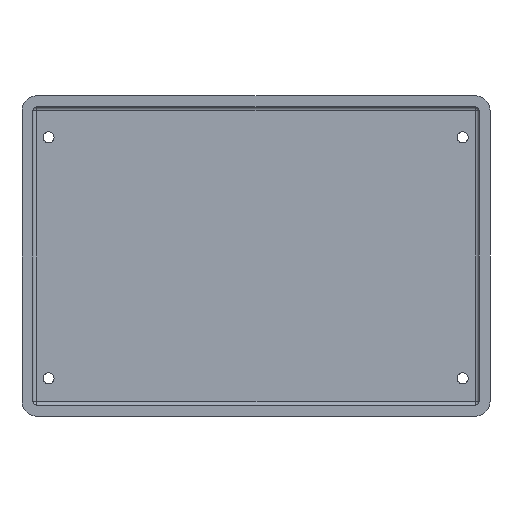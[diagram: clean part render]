
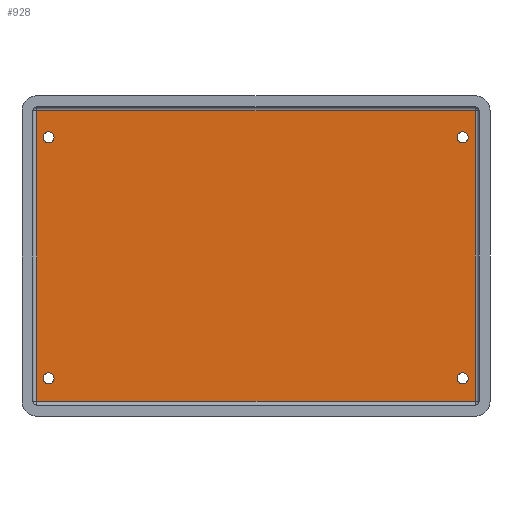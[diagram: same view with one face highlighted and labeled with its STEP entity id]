
A CAD part, front view. The second image highlights one B-rep face of the part: STEP entity #928.
In plain terms, the highlighted planar face has unit normal (0, -1, 0).
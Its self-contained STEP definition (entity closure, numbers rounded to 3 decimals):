
#3 = CARTESIAN_POINT ( 'NONE',  ( 56.4, 36.5, 32.4 ) ) ;
#36 = DIRECTION ( 'NONE',  ( 0., -1., 0. ) ) ;
#46 = CIRCLE ( 'NONE', #1661, 1.5 ) ;
#59 = VERTEX_POINT ( 'NONE', #897 ) ;
#75 = CARTESIAN_POINT ( 'NONE',  ( 60.85, 36.5, -39.7 ) ) ;
#88 = CARTESIAN_POINT ( 'NONE',  ( 56.4, 36.5, -33.4 ) ) ;
#115 = EDGE_LOOP ( 'NONE', ( #1244, #450 ) ) ;
#128 = CARTESIAN_POINT ( 'NONE',  ( 56.4, 36.5, 33.9 ) ) ;
#174 = AXIS2_PLACEMENT_3D ( 'NONE', #1520, #1145, #1996 ) ;
#183 = CIRCLE ( 'NONE', #1842, 1.5 ) ;
#187 = EDGE_LOOP ( 'NONE', ( #855, #244 ) ) ;
#200 = DIRECTION ( 'NONE',  ( 0., -1., 0. ) ) ;
#208 = DIRECTION ( 'NONE',  ( 0., 0., -1. ) ) ;
#244 = ORIENTED_EDGE ( 'NONE', *, *, #1164, .F. ) ;
#253 = DIRECTION ( 'NONE',  ( -1., 0., 0. ) ) ;
#264 = AXIS2_PLACEMENT_3D ( 'NONE', #1063, #1052, #904 ) ;
#294 = DIRECTION ( 'NONE',  ( 0., 0., -1. ) ) ;
#330 = VERTEX_POINT ( 'NONE', #128 ) ;
#338 = VERTEX_POINT ( 'NONE', #786 ) ;
#347 = CARTESIAN_POINT ( 'NONE',  ( 56.4, 36.5, -31.9 ) ) ;
#364 = CARTESIAN_POINT ( 'NONE',  ( -56.6, 36.5, -33.4 ) ) ;
#365 = VERTEX_POINT ( 'NONE', #795 ) ;
#375 = DIRECTION ( 'NONE',  ( 0., 0., -1. ) ) ;
#406 = FACE_BOUND ( 'NONE', #821, .T. ) ;
#409 = VERTEX_POINT ( 'NONE', #1702 ) ;
#450 = ORIENTED_EDGE ( 'NONE', *, *, #1224, .F. ) ;
#467 = DIRECTION ( 'NONE',  ( 0., 0., -1. ) ) ;
#473 = ORIENTED_EDGE ( 'NONE', *, *, #1024, .F. ) ;
#476 = EDGE_CURVE ( 'NONE', #849, #365, #183, .T. ) ;
#553 = AXIS2_PLACEMENT_3D ( 'NONE', #1815, #1315, #467 ) ;
#567 = DIRECTION ( 'NONE',  ( 0., 0., 1. ) ) ;
#572 = DIRECTION ( 'NONE',  ( 1., 0., 0. ) ) ;
#591 = CARTESIAN_POINT ( 'NONE',  ( 59.85, 36.5, 39.7 ) ) ;
#641 = CIRCLE ( 'NONE', #2156, 1.5 ) ;
#667 = AXIS2_PLACEMENT_3D ( 'NONE', #3, #1541, #208 ) ;
#692 = DIRECTION ( 'NONE',  ( 0., 0., -1. ) ) ;
#701 = VECTOR ( 'NONE', #572, 1000. ) ;
#717 = DIRECTION ( 'NONE',  ( 0., -1., 0. ) ) ;
#719 = EDGE_CURVE ( 'NONE', #338, #59, #814, .T. ) ;
#751 = CARTESIAN_POINT ( 'NONE',  ( 59.85, 36.5, -39.7 ) ) ;
#767 = CARTESIAN_POINT ( 'NONE',  ( -60.85, 36.5, 39.7 ) ) ;
#786 = CARTESIAN_POINT ( 'NONE',  ( -59.85, 36.5, 39.7 ) ) ;
#794 = VERTEX_POINT ( 'NONE', #993 ) ;
#795 = CARTESIAN_POINT ( 'NONE',  ( -56.6, 36.5, -34.9 ) ) ;
#805 = VERTEX_POINT ( 'NONE', #591 ) ;
#808 = AXIS2_PLACEMENT_3D ( 'NONE', #364, #36, #1392 ) ;
#814 = LINE ( 'NONE', #1513, #1384 ) ;
#821 = EDGE_LOOP ( 'NONE', ( #473, #1530 ) ) ;
#849 = VERTEX_POINT ( 'NONE', #2108 ) ;
#855 = ORIENTED_EDGE ( 'NONE', *, *, #1237, .F. ) ;
#858 = CIRCLE ( 'NONE', #553, 1.5 ) ;
#861 = CARTESIAN_POINT ( 'NONE',  ( 56.4, 36.5, 32.4 ) ) ;
#866 = DIRECTION ( 'NONE',  ( 0., 0., -1. ) ) ;
#868 = LINE ( 'NONE', #75, #701 ) ;
#885 = EDGE_CURVE ( 'NONE', #409, #1275, #641, .T. ) ;
#897 = CARTESIAN_POINT ( 'NONE',  ( -59.85, 36.5, -39.7 ) ) ;
#904 = DIRECTION ( 'NONE',  ( 0., 0., -1. ) ) ;
#928 = ADVANCED_FACE ( 'NONE', ( #406, #1922, #1895, #2098, #1722 ), #1908, .T. ) ;
#970 = ORIENTED_EDGE ( 'NONE', *, *, #885, .F. ) ;
#980 = DIRECTION ( 'NONE',  ( 0., 0., -1. ) ) ;
#993 = CARTESIAN_POINT ( 'NONE',  ( 56.4, 36.5, -34.9 ) ) ;
#1024 = EDGE_CURVE ( 'NONE', #1744, #794, #46, .T. ) ;
#1052 = DIRECTION ( 'NONE',  ( 0., -1., 0. ) ) ;
#1062 = LINE ( 'NONE', #1707, #1872 ) ;
#1063 = CARTESIAN_POINT ( 'NONE',  ( 0., 36.5, 0. ) ) ;
#1091 = EDGE_LOOP ( 'NONE', ( #970, #1152 ) ) ;
#1107 = EDGE_CURVE ( 'NONE', #805, #338, #1458, .T. ) ;
#1111 = ORIENTED_EDGE ( 'NONE', *, *, #1785, .T. ) ;
#1145 = DIRECTION ( 'NONE',  ( 0., -1., 0. ) ) ;
#1152 = ORIENTED_EDGE ( 'NONE', *, *, #1579, .F. ) ;
#1157 = CIRCLE ( 'NONE', #808, 1.5 ) ;
#1164 = EDGE_CURVE ( 'NONE', #1656, #330, #2158, .T. ) ;
#1224 = EDGE_CURVE ( 'NONE', #365, #849, #1157, .T. ) ;
#1237 = EDGE_CURVE ( 'NONE', #330, #1656, #1806, .T. ) ;
#1240 = CARTESIAN_POINT ( 'NONE',  ( -56.6, 36.5, 32.4 ) ) ;
#1244 = ORIENTED_EDGE ( 'NONE', *, *, #476, .F. ) ;
#1254 = EDGE_LOOP ( 'NONE', ( #1426, #1111, #1924, #2057 ) ) ;
#1275 = VERTEX_POINT ( 'NONE', #1682 ) ;
#1315 = DIRECTION ( 'NONE',  ( 0., -1., 0. ) ) ;
#1384 = VECTOR ( 'NONE', #692, 1000. ) ;
#1392 = DIRECTION ( 'NONE',  ( 0., 0., -1. ) ) ;
#1406 = EDGE_CURVE ( 'NONE', #59, #2012, #868, .T. ) ;
#1426 = ORIENTED_EDGE ( 'NONE', *, *, #1406, .T. ) ;
#1439 = DIRECTION ( 'NONE',  ( 0., -1., 0. ) ) ;
#1458 = LINE ( 'NONE', #767, #1485 ) ;
#1485 = VECTOR ( 'NONE', #253, 1000. ) ;
#1513 = CARTESIAN_POINT ( 'NONE',  ( -59.85, 36.5, -40.7 ) ) ;
#1520 = CARTESIAN_POINT ( 'NONE',  ( -56.6, 36.5, 32.4 ) ) ;
#1526 = CARTESIAN_POINT ( 'NONE',  ( -56.6, 36.5, -33.4 ) ) ;
#1530 = ORIENTED_EDGE ( 'NONE', *, *, #2138, .F. ) ;
#1541 = DIRECTION ( 'NONE',  ( 0., -1., 0. ) ) ;
#1579 = EDGE_CURVE ( 'NONE', #1275, #409, #1769, .T. ) ;
#1640 = CARTESIAN_POINT ( 'NONE',  ( 56.4, 36.5, 30.9 ) ) ;
#1656 = VERTEX_POINT ( 'NONE', #1640 ) ;
#1661 = AXIS2_PLACEMENT_3D ( 'NONE', #88, #1439, #294 ) ;
#1679 = DIRECTION ( 'NONE',  ( 0., -1., 0. ) ) ;
#1682 = CARTESIAN_POINT ( 'NONE',  ( -56.6, 36.5, 30.9 ) ) ;
#1702 = CARTESIAN_POINT ( 'NONE',  ( -56.6, 36.5, 33.9 ) ) ;
#1707 = CARTESIAN_POINT ( 'NONE',  ( 59.85, 36.5, 40.7 ) ) ;
#1722 = FACE_OUTER_BOUND ( 'NONE', #1254, .T. ) ;
#1744 = VERTEX_POINT ( 'NONE', #347 ) ;
#1769 = CIRCLE ( 'NONE', #174, 1.5 ) ;
#1785 = EDGE_CURVE ( 'NONE', #2012, #805, #1062, .T. ) ;
#1806 = CIRCLE ( 'NONE', #667, 1.5 ) ;
#1815 = CARTESIAN_POINT ( 'NONE',  ( 56.4, 36.5, -33.4 ) ) ;
#1842 = AXIS2_PLACEMENT_3D ( 'NONE', #1526, #1679, #980 ) ;
#1872 = VECTOR ( 'NONE', #567, 1000. ) ;
#1895 = FACE_BOUND ( 'NONE', #1091, .T. ) ;
#1908 = PLANE ( 'NONE',  #264 ) ;
#1916 = AXIS2_PLACEMENT_3D ( 'NONE', #861, #717, #375 ) ;
#1922 = FACE_BOUND ( 'NONE', #115, .T. ) ;
#1924 = ORIENTED_EDGE ( 'NONE', *, *, #1107, .T. ) ;
#1996 = DIRECTION ( 'NONE',  ( 0., 0., -1. ) ) ;
#2012 = VERTEX_POINT ( 'NONE', #751 ) ;
#2057 = ORIENTED_EDGE ( 'NONE', *, *, #719, .T. ) ;
#2098 = FACE_BOUND ( 'NONE', #187, .T. ) ;
#2108 = CARTESIAN_POINT ( 'NONE',  ( -56.6, 36.5, -31.9 ) ) ;
#2138 = EDGE_CURVE ( 'NONE', #794, #1744, #858, .T. ) ;
#2156 = AXIS2_PLACEMENT_3D ( 'NONE', #1240, #200, #866 ) ;
#2158 = CIRCLE ( 'NONE', #1916, 1.5 ) ;
